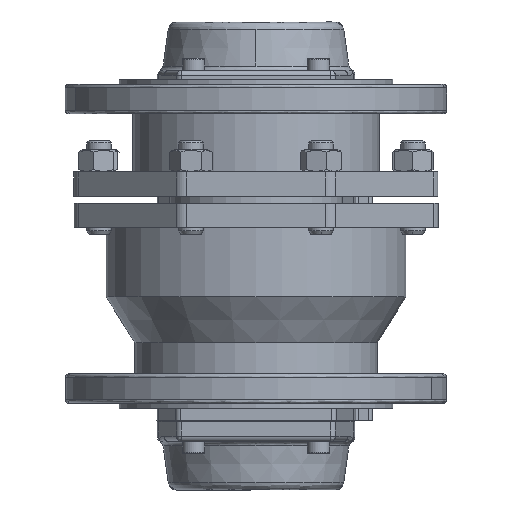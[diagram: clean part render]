
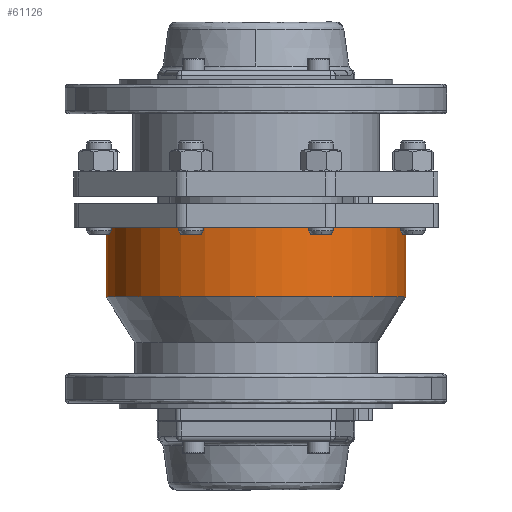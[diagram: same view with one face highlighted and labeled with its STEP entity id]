
A CAD part, front view. The second image highlights one B-rep face of the part: STEP entity #61126.
In plain terms, the highlighted cylindrical face has radius 86.5 mm (diameter 173 mm), a partial arc.
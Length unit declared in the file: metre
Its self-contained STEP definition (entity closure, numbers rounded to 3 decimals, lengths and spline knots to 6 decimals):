
#344 = VERTEX_POINT ( 'NONE', #87237 ) ;
#6879 = CARTESIAN_POINT ( 'NONE',  ( -0.094297, -0.016483, 0.2645 ) ) ;
#7680 = DIRECTION ( 'NONE',  ( 0., 0., -1. ) ) ;
#16632 = AXIS2_PLACEMENT_3D ( 'NONE', #95058, #7680, #85505 ) ;
#17096 = CARTESIAN_POINT ( 'NONE',  ( -0.007797, -0.016483, 0.2645 ) ) ;
#17828 = CARTESIAN_POINT ( 'NONE',  ( 0.078703, -0.016483, 0.2645 ) ) ;
#23563 = DIRECTION ( 'NONE',  ( 0., 0., -1. ) ) ;
#24356 = VERTEX_POINT ( 'NONE', #69264 ) ;
#26636 = EDGE_CURVE ( 'NONE', #344, #24356, #115894, .T. ) ;
#29281 = FACE_OUTER_BOUND ( 'NONE', #105447, .T. ) ;
#30233 = EDGE_CURVE ( 'NONE', #24356, #71907, #33421, .T. ) ;
#33421 = CIRCLE ( 'NONE', #68037, 0.0865 ) ;
#44555 = VECTOR ( 'NONE', #23563, 1. ) ;
#48940 = DIRECTION ( 'NONE',  ( 0., 0., 1. ) ) ;
#52139 = VERTEX_POINT ( 'NONE', #17828 ) ;
#55376 = DIRECTION ( 'NONE',  ( 0., 0., -1. ) ) ;
#56786 = CYLINDRICAL_SURFACE ( 'NONE', #16632, 0.0865 ) ;
#59791 = CARTESIAN_POINT ( 'NONE',  ( -0.007797, -0.016483, 0.2245 ) ) ;
#61126 = ADVANCED_FACE ( 'NONE', ( #29281 ), #56786, .T. ) ;
#64767 = AXIS2_PLACEMENT_3D ( 'NONE', #17096, #65585, #103852 ) ;
#65585 = DIRECTION ( 'NONE',  ( 0., 0., -1. ) ) ;
#68037 = AXIS2_PLACEMENT_3D ( 'NONE', #59791, #48940, #116542 ) ;
#69264 = CARTESIAN_POINT ( 'NONE',  ( -0.094297, -0.016483, 0.2245 ) ) ;
#71907 = VERTEX_POINT ( 'NONE', #118052 ) ;
#80359 = CARTESIAN_POINT ( 'NONE',  ( 0.078703, -0.016483, 0.2645 ) ) ;
#80640 = VECTOR ( 'NONE', #55376, 1. ) ;
#83431 = ORIENTED_EDGE ( 'NONE', *, *, #121907, .T. ) ;
#85505 = DIRECTION ( 'NONE',  ( -1., 0., 0. ) ) ;
#87237 = CARTESIAN_POINT ( 'NONE',  ( -0.094297, -0.016483, 0.2645 ) ) ;
#95058 = CARTESIAN_POINT ( 'NONE',  ( -0.007797, -0.016483, 0.2645 ) ) ;
#103852 = DIRECTION ( 'NONE',  ( -1., 0., 0. ) ) ;
#105447 = EDGE_LOOP ( 'NONE', ( #111713, #83431, #114088, #107898 ) ) ;
#105519 = CIRCLE ( 'NONE', #64767, 0.0865 ) ;
#107898 = ORIENTED_EDGE ( 'NONE', *, *, #30233, .T. ) ;
#111713 = ORIENTED_EDGE ( 'NONE', *, *, #125195, .F. ) ;
#114088 = ORIENTED_EDGE ( 'NONE', *, *, #26636, .T. ) ;
#115894 = LINE ( 'NONE', #6879, #80640 ) ;
#116542 = DIRECTION ( 'NONE',  ( -1., 0., 0. ) ) ;
#118052 = CARTESIAN_POINT ( 'NONE',  ( 0.078703, -0.016483, 0.2245 ) ) ;
#119220 = LINE ( 'NONE', #80359, #44555 ) ;
#121907 = EDGE_CURVE ( 'NONE', #52139, #344, #105519, .T. ) ;
#125195 = EDGE_CURVE ( 'NONE', #52139, #71907, #119220, .T. ) ;
